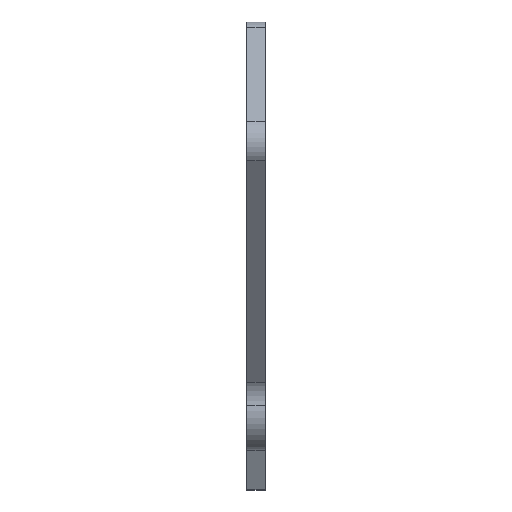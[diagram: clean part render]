
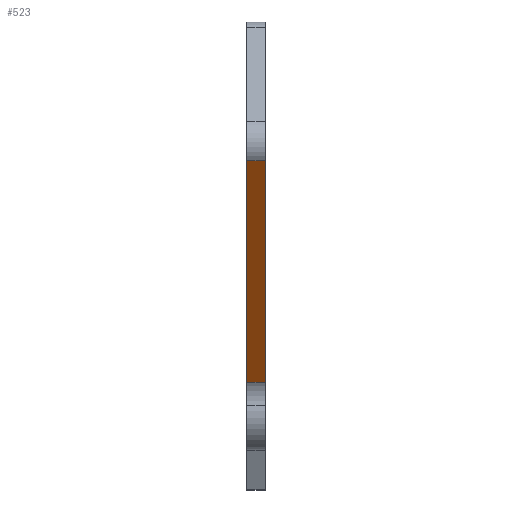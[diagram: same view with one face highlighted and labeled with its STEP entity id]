
A CAD part, left-side view. The second image highlights one B-rep face of the part: STEP entity #523.
In plain terms, the highlighted planar face has unit normal (-0.803, 0, -0.595).
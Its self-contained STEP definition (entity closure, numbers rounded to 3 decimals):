
#1 = CARTESIAN_POINT ( 'NONE',  ( -3.164, 1., 93.076 ) ) ;
#14 = CARTESIAN_POINT ( 'NONE',  ( -3.164, -1., 93.076 ) ) ;
#38 = DIRECTION ( 'NONE',  ( 0.804, 0., 0.595 ) ) ;
#84 = ORIENTED_EDGE ( 'NONE', *, *, #574, .T. ) ;
#141 = CARTESIAN_POINT ( 'NONE',  ( -3.164, 1., 93.076 ) ) ;
#187 = VECTOR ( 'NONE', #215, 1000. ) ;
#199 = EDGE_LOOP ( 'NONE', ( #710, #633, #575, #84 ) ) ;
#203 = CARTESIAN_POINT ( 'NONE',  ( -3.164, 1., 93.076 ) ) ;
#215 = DIRECTION ( 'NONE',  ( 0., -1., 0. ) ) ;
#231 = LINE ( 'NONE', #1, #628 ) ;
#239 = CARTESIAN_POINT ( 'NONE',  ( -20.806, 1., 116.892 ) ) ;
#263 = EDGE_CURVE ( 'NONE', #310, #276, #778, .T. ) ;
#276 = VERTEX_POINT ( 'NONE', #391 ) ;
#291 = VECTOR ( 'NONE', #709, 1000. ) ;
#301 = DIRECTION ( 'NONE',  ( 0.595, 0., -0.804 ) ) ;
#310 = VERTEX_POINT ( 'NONE', #239 ) ;
#391 = CARTESIAN_POINT ( 'NONE',  ( -20.806, -1., 116.892 ) ) ;
#500 = LINE ( 'NONE', #14, #583 ) ;
#523 = ADVANCED_FACE ( 'NONE', ( #903 ), #909, .F. ) ;
#528 = LINE ( 'NONE', #141, #187 ) ;
#556 = VERTEX_POINT ( 'NONE', #203 ) ;
#574 = EDGE_CURVE ( 'NONE', #556, #1021, #528, .T. ) ;
#575 = ORIENTED_EDGE ( 'NONE', *, *, #707, .F. ) ;
#583 = VECTOR ( 'NONE', #749, 1000. ) ;
#628 = VECTOR ( 'NONE', #725, 1000. ) ;
#633 = ORIENTED_EDGE ( 'NONE', *, *, #263, .F. ) ;
#647 = AXIS2_PLACEMENT_3D ( 'NONE', #831, #38, #301 ) ;
#684 = CARTESIAN_POINT ( 'NONE',  ( -3.164, -1., 93.076 ) ) ;
#707 = EDGE_CURVE ( 'NONE', #556, #310, #231, .T. ) ;
#709 = DIRECTION ( 'NONE',  ( 0., -1., 0. ) ) ;
#710 = ORIENTED_EDGE ( 'NONE', *, *, #877, .T. ) ;
#725 = DIRECTION ( 'NONE',  ( -0.595, 0., 0.804 ) ) ;
#749 = DIRECTION ( 'NONE',  ( -0.595, 0., 0.804 ) ) ;
#778 = LINE ( 'NONE', #845, #291 ) ;
#831 = CARTESIAN_POINT ( 'NONE',  ( -3.164, 1., 93.076 ) ) ;
#845 = CARTESIAN_POINT ( 'NONE',  ( -20.806, 1., 116.892 ) ) ;
#877 = EDGE_CURVE ( 'NONE', #1021, #276, #500, .T. ) ;
#903 = FACE_OUTER_BOUND ( 'NONE', #199, .T. ) ;
#909 = PLANE ( 'NONE',  #647 ) ;
#1021 = VERTEX_POINT ( 'NONE', #684 ) ;
